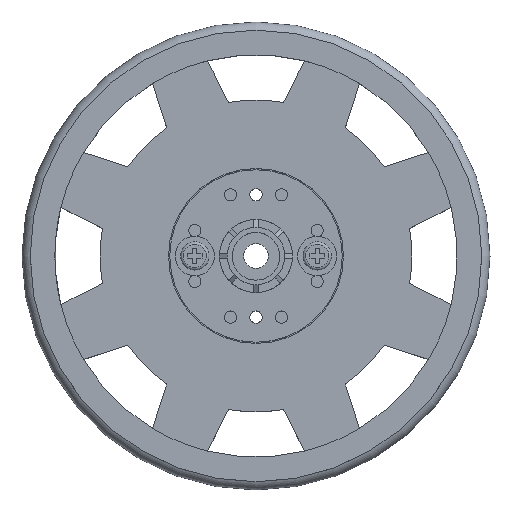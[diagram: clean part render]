
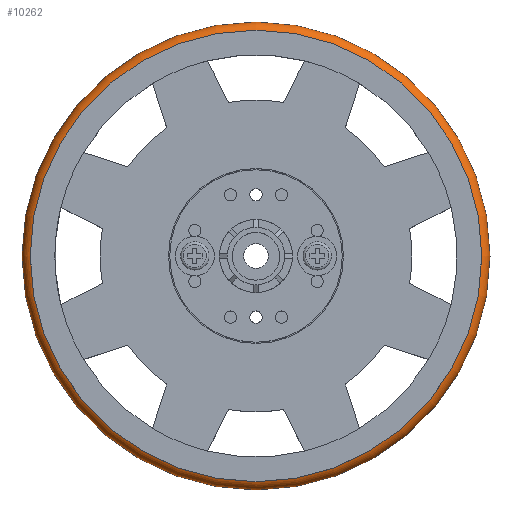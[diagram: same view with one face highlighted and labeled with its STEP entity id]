
A CAD part, top view. The second image highlights one B-rep face of the part: STEP entity #10262.
In plain terms, the highlighted toroidal (fillet/blend) face has major radius 27 mm and minor radius 1.5 mm.
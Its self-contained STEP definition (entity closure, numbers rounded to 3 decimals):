
#10262 = ADVANCED_FACE('',(#10263),#10267,.T.);
#10263 = FACE_BOUND('',#10264,.F.);
#10264 = VERTEX_LOOP('',#10265);
#10265 = VERTEX_POINT('',#10266);
#10266 = CARTESIAN_POINT('',(28.5,0.,0.));
#10267 = TOROIDAL_SURFACE('',#10268,27.,1.5);
#10268 = AXIS2_PLACEMENT_3D('',#10269,#10270,#10271);
#10269 = CARTESIAN_POINT('',(0.,0.,0.));
#10270 = DIRECTION('',(-0.,-0.,-1.));
#10271 = DIRECTION('',(1.,0.,0.));
